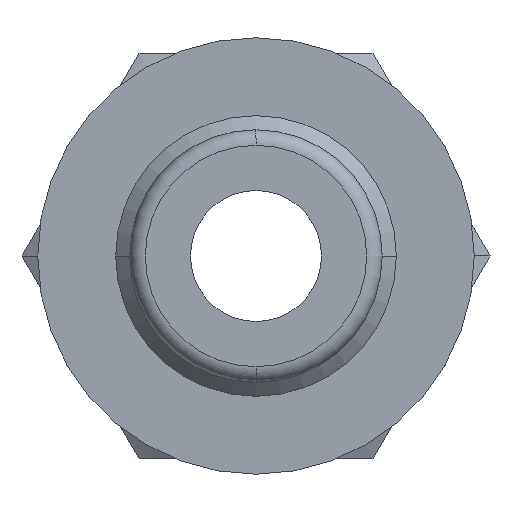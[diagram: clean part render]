
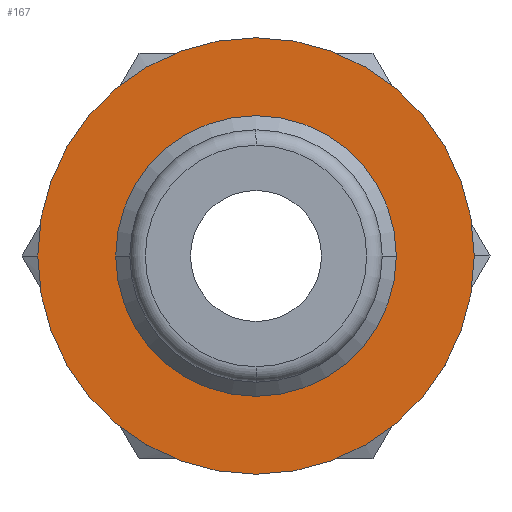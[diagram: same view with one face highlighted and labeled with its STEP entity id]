
A CAD part, front view. The second image highlights one B-rep face of the part: STEP entity #167.
In plain terms, the highlighted planar face has unit normal (0, -1, 0).
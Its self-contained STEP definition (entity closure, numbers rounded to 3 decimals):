
#167=ADVANCED_FACE('',(#335,#336),#337,.T.);
#335=FACE_OUTER_BOUND('',#500,.T.);
#336=FACE_BOUND('',#501,.T.);
#337=PLANE('',#502);
#500=EDGE_LOOP('',(#899,#900));
#501=EDGE_LOOP('',(#901,#902));
#502=AXIS2_PLACEMENT_3D('',#903,#904,#905);
#899=ORIENTED_EDGE('',*,*,#1094,.T.);
#900=ORIENTED_EDGE('',*,*,#1033,.T.);
#901=ORIENTED_EDGE('',*,*,#1049,.F.);
#902=ORIENTED_EDGE('',*,*,#1013,.F.);
#903=CARTESIAN_POINT('',(0.0,14.0,0.0));
#904=DIRECTION('',(0.0,-1.0,0.0));
#905=DIRECTION('',(-1.0,0.0,0.0));
#1013=EDGE_CURVE('',#1218,#1220,#1221,.T.);
#1033=EDGE_CURVE('',#1245,#1243,#1246,.T.);
#1049=EDGE_CURVE('',#1220,#1218,#1264,.T.);
#1094=EDGE_CURVE('',#1243,#1245,#1317,.T.);
#1218=VERTEX_POINT('',#1644);
#1220=VERTEX_POINT('',#1647);
#1221=CIRCLE('',#1648,4.5);
#1243=VERTEX_POINT('',#1707);
#1245=VERTEX_POINT('',#1710);
#1246=CIRCLE('',#1711,7.0);
#1264=CIRCLE('',#1743,4.5);
#1317=CIRCLE('',#1836,7.0);
#1644=CARTESIAN_POINT('',(4.5,14.0,0.));
#1647=CARTESIAN_POINT('',(-4.5,14.0,0.));
#1648=AXIS2_PLACEMENT_3D('',#1930,#1931,#1932);
#1707=CARTESIAN_POINT('',(7.0,14.0,0.0));
#1710=CARTESIAN_POINT('',(-7.0,14.0,0.));
#1711=AXIS2_PLACEMENT_3D('',#1953,#1954,#1955);
#1743=AXIS2_PLACEMENT_3D('',#1974,#1975,#1976);
#1836=AXIS2_PLACEMENT_3D('',#2029,#2030,#2031);
#1930=CARTESIAN_POINT('',(0.0,14.0,0.0));
#1931=DIRECTION('',(0.0,-1.0,0.0));
#1932=DIRECTION('',(1.0,0.0,0.0));
#1953=CARTESIAN_POINT('',(0.0,14.0,0.0));
#1954=DIRECTION('',(0.0,-1.0,0.0));
#1955=DIRECTION('',(1.0,0.0,0.0));
#1974=CARTESIAN_POINT('',(0.0,14.0,0.0));
#1975=DIRECTION('',(0.0,-1.0,0.0));
#1976=DIRECTION('',(1.0,0.0,0.0));
#2029=CARTESIAN_POINT('',(0.0,14.0,0.0));
#2030=DIRECTION('',(0.0,-1.0,0.0));
#2031=DIRECTION('',(1.0,0.0,0.0));
